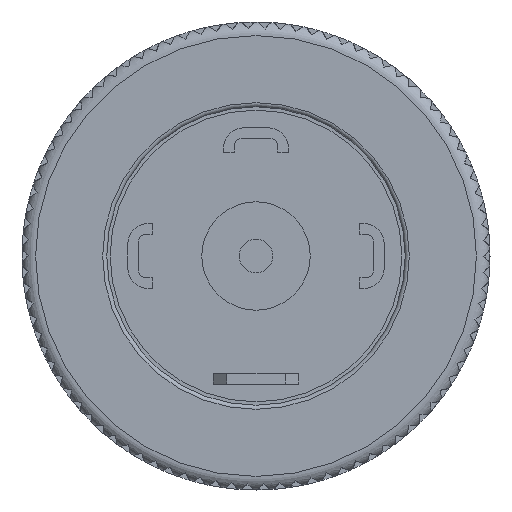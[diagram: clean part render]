
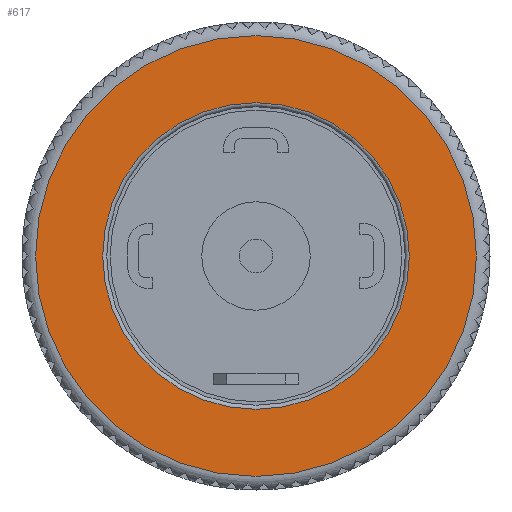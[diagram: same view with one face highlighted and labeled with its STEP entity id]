
A CAD part, front view. The second image highlights one B-rep face of the part: STEP entity #617.
In plain terms, the highlighted planar face has unit normal (0, -1, 0).
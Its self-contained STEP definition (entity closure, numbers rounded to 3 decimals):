
#617 = ADVANCED_FACE( '', ( #1495, #1496 ), #1497, .T. );
#1495 = FACE_OUTER_BOUND( '', #2661, .T. );
#1496 = FACE_BOUND( '', #2662, .T. );
#1497 = PLANE( '', #2663 );
#2661 = EDGE_LOOP( '', ( #4709 ) );
#2662 = EDGE_LOOP( '', ( #4710 ) );
#2663 = AXIS2_PLACEMENT_3D( '', #4711, #4712, #4713 );
#4709 = ORIENTED_EDGE( '', *, *, #7748, .T. );
#4710 = ORIENTED_EDGE( '', *, *, #7749, .T. );
#4711 = CARTESIAN_POINT( '', ( 0., -78.55, 0. ) );
#4712 = DIRECTION( '', ( 0., -1., 0. ) );
#4713 = DIRECTION( '', ( 1., 0., 0. ) );
#7748 = EDGE_CURVE( '', #9684, #9684, #9685, .T. );
#7749 = EDGE_CURVE( '', #9686, #9686, #9687, .T. );
#9684 = VERTEX_POINT( '', #12613 );
#9685 = CIRCLE( '', #12614, 16.25 );
#9686 = VERTEX_POINT( '', #12615 );
#9687 = CIRCLE( '', #12616, 11.3 );
#12613 = CARTESIAN_POINT( '', ( 0., -78.55, -16.25 ) );
#12614 = AXIS2_PLACEMENT_3D( '', #15290, #15291, #15292 );
#12615 = CARTESIAN_POINT( '', ( 0., -78.55, -11.3 ) );
#12616 = AXIS2_PLACEMENT_3D( '', #15293, #15294, #15295 );
#15290 = CARTESIAN_POINT( '', ( 0., -78.55, 0. ) );
#15291 = DIRECTION( '', ( 0., -1., 0. ) );
#15292 = DIRECTION( '', ( 0., 0., -1. ) );
#15293 = CARTESIAN_POINT( '', ( 0., -78.55, 0. ) );
#15294 = DIRECTION( '', ( 0., 1., 0. ) );
#15295 = DIRECTION( '', ( 0., 0., -1. ) );
